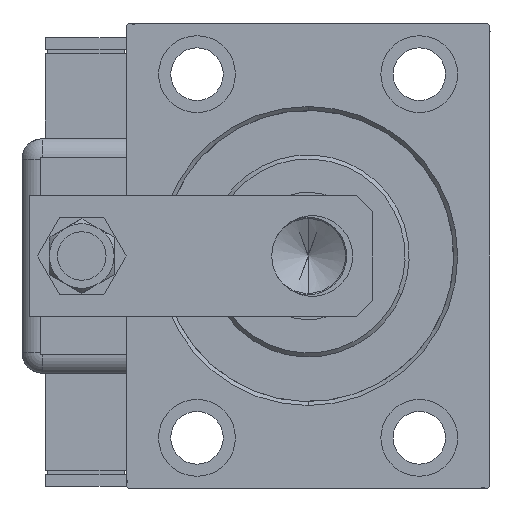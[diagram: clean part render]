
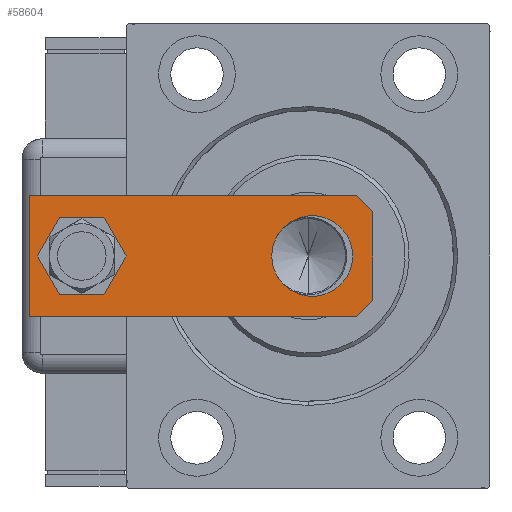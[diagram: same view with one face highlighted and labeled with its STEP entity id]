
A CAD part, left-side view. The second image highlights one B-rep face of the part: STEP entity #58604.
In plain terms, the highlighted face is planar.
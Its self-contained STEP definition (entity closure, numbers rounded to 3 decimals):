
#87 = VERTEX_POINT ( 'NONE', #17774 ) ;
#1057 = AXIS2_PLACEMENT_3D ( 'NONE', #32619, #3848, #18248 ) ;
#1256 = EDGE_CURVE ( 'NONE', #28692, #15893, #20922, .T. ) ;
#1462 = CARTESIAN_POINT ( 'NONE',  ( 15., 85., 0. ) ) ;
#2339 = LINE ( 'NONE', #31115, #52948 ) ;
#2350 = ORIENTED_EDGE ( 'NONE', *, *, #25846, .T. ) ;
#2690 = DIRECTION ( 'NONE',  ( -1., 0., 0. ) ) ;
#3003 = EDGE_CURVE ( 'NONE', #36202, #9781, #46973, .T. ) ;
#3420 = VECTOR ( 'NONE', #25862, 1000. ) ;
#3521 = ORIENTED_EDGE ( 'NONE', *, *, #47053, .F. ) ;
#3848 = DIRECTION ( 'NONE',  ( 0., 0., 1. ) ) ;
#4210 = FACE_BOUND ( 'NONE', #59728, .T. ) ;
#5183 = VERTEX_POINT ( 'NONE', #1462 ) ;
#5411 = VECTOR ( 'NONE', #12509, 1000. ) ;
#5550 = VECTOR ( 'NONE', #42776, 1000. ) ;
#7130 = ORIENTED_EDGE ( 'NONE', *, *, #3003, .T. ) ;
#8105 = CARTESIAN_POINT ( 'NONE',  ( 15., 0., 0. ) ) ;
#8178 = CARTESIAN_POINT ( 'NONE',  ( 0., 72., 0. ) ) ;
#9385 = DIRECTION ( 'NONE',  ( 1., 0., 0. ) ) ;
#9781 = VERTEX_POINT ( 'NONE', #27703 ) ;
#10554 = CARTESIAN_POINT ( 'NONE',  ( -15., 0., 0. ) ) ;
#10765 = VECTOR ( 'NONE', #48782, 1000. ) ;
#11168 = CIRCLE ( 'NONE', #18999, 7. ) ;
#11314 = CARTESIAN_POINT ( 'NONE',  ( -15., 4., 0. ) ) ;
#11492 = AXIS2_PLACEMENT_3D ( 'NONE', #55619, #41561, #51043 ) ;
#11584 = ORIENTED_EDGE ( 'NONE', *, *, #1256, .F. ) ;
#12509 = DIRECTION ( 'NONE',  ( -0.707, 0.707, 0. ) ) ;
#13344 = CARTESIAN_POINT ( 'NONE',  ( 11., 0., 0. ) ) ;
#14588 = ORIENTED_EDGE ( 'NONE', *, *, #18387, .T. ) ;
#15550 = ORIENTED_EDGE ( 'NONE', *, *, #36428, .T. ) ;
#15893 = VERTEX_POINT ( 'NONE', #13344 ) ;
#16136 = AXIS2_PLACEMENT_3D ( 'NONE', #8178, #17667, #9385 ) ;
#16168 = LINE ( 'NONE', #16474, #30005 ) ;
#16474 = CARTESIAN_POINT ( 'NONE',  ( 15., 85., 0. ) ) ;
#17475 = DIRECTION ( 'NONE',  ( 1., 0., 0. ) ) ;
#17582 = VERTEX_POINT ( 'NONE', #33049 ) ;
#17667 = DIRECTION ( 'NONE',  ( 0., 0., 1. ) ) ;
#17774 = CARTESIAN_POINT ( 'NONE',  ( 7., 72., 0. ) ) ;
#17862 = ORIENTED_EDGE ( 'NONE', *, *, #43293, .T. ) ;
#18154 = VERTEX_POINT ( 'NONE', #22378 ) ;
#18248 = DIRECTION ( 'NONE',  ( 1., 0., 0. ) ) ;
#18387 = EDGE_CURVE ( 'NONE', #28692, #58440, #40360, .T. ) ;
#18452 = CARTESIAN_POINT ( 'NONE',  ( -11., 0., 0. ) ) ;
#18999 = AXIS2_PLACEMENT_3D ( 'NONE', #40185, #58842, #35595 ) ;
#19730 = ORIENTED_EDGE ( 'NONE', *, *, #41802, .T. ) ;
#20922 = LINE ( 'NONE', #10554, #10765 ) ;
#22378 = CARTESIAN_POINT ( 'NONE',  ( -15., 85., 0. ) ) ;
#22894 = FACE_BOUND ( 'NONE', #33272, .T. ) ;
#25846 = EDGE_CURVE ( 'NONE', #17582, #15893, #27788, .T. ) ;
#25862 = DIRECTION ( 'NONE',  ( 0., 1., 0. ) ) ;
#26167 = LINE ( 'NONE', #8105, #3420 ) ;
#26947 = DIRECTION ( 'NONE',  ( 0., 0., 1. ) ) ;
#27703 = CARTESIAN_POINT ( 'NONE',  ( 10., 15., 0. ) ) ;
#27788 = LINE ( 'NONE', #41865, #5550 ) ;
#28692 = VERTEX_POINT ( 'NONE', #18452 ) ;
#30005 = VECTOR ( 'NONE', #2690, 1000. ) ;
#30460 = EDGE_CURVE ( 'NONE', #18154, #58440, #2339, .T. ) ;
#31115 = CARTESIAN_POINT ( 'NONE',  ( -15., 85., 0. ) ) ;
#32619 = CARTESIAN_POINT ( 'NONE',  ( 0., 15., 0. ) ) ;
#32985 = PLANE ( 'NONE',  #11492 ) ;
#33049 = CARTESIAN_POINT ( 'NONE',  ( 15., 4., 0. ) ) ;
#33272 = EDGE_LOOP ( 'NONE', ( #7130, #15550 ) ) ;
#34226 = EDGE_LOOP ( 'NONE', ( #11584, #14588, #43268, #3521, #52012, #2350 ) ) ;
#35595 = DIRECTION ( 'NONE',  ( 1., 0., 0. ) ) ;
#35773 = CARTESIAN_POINT ( 'NONE',  ( -11., 0., 0. ) ) ;
#36202 = VERTEX_POINT ( 'NONE', #54635 ) ;
#36428 = EDGE_CURVE ( 'NONE', #9781, #36202, #48311, .T. ) ;
#38523 = AXIS2_PLACEMENT_3D ( 'NONE', #59361, #26947, #17475 ) ;
#38647 = CIRCLE ( 'NONE', #16136, 7. ) ;
#40185 = CARTESIAN_POINT ( 'NONE',  ( 0., 72., 0. ) ) ;
#40360 = LINE ( 'NONE', #35773, #5411 ) ;
#41164 = CARTESIAN_POINT ( 'NONE',  ( -7., 72., 0. ) ) ;
#41482 = VERTEX_POINT ( 'NONE', #41164 ) ;
#41561 = DIRECTION ( 'NONE',  ( 0., 0., 1. ) ) ;
#41802 = EDGE_CURVE ( 'NONE', #41482, #87, #11168, .T. ) ;
#41865 = CARTESIAN_POINT ( 'NONE',  ( 15., 4., 0. ) ) ;
#42776 = DIRECTION ( 'NONE',  ( -0.707, -0.707, 0. ) ) ;
#43268 = ORIENTED_EDGE ( 'NONE', *, *, #30460, .F. ) ;
#43293 = EDGE_CURVE ( 'NONE', #87, #41482, #38647, .T. ) ;
#43648 = EDGE_CURVE ( 'NONE', #17582, #5183, #26167, .T. ) ;
#46148 = FACE_OUTER_BOUND ( 'NONE', #34226, .T. ) ;
#46973 = CIRCLE ( 'NONE', #1057, 10. ) ;
#47053 = EDGE_CURVE ( 'NONE', #5183, #18154, #16168, .T. ) ;
#48311 = CIRCLE ( 'NONE', #38523, 10. ) ;
#48782 = DIRECTION ( 'NONE',  ( 1., 0., 0. ) ) ;
#49481 = DIRECTION ( 'NONE',  ( 0., -1., 0. ) ) ;
#51043 = DIRECTION ( 'NONE',  ( 1., 0., 0. ) ) ;
#52012 = ORIENTED_EDGE ( 'NONE', *, *, #43648, .F. ) ;
#52948 = VECTOR ( 'NONE', #49481, 1000. ) ;
#54635 = CARTESIAN_POINT ( 'NONE',  ( -10., 15., 0. ) ) ;
#55619 = CARTESIAN_POINT ( 'NONE',  ( 0., 0., 0. ) ) ;
#58440 = VERTEX_POINT ( 'NONE', #11314 ) ;
#58604 = ADVANCED_FACE ( 'NONE', ( #46148, #4210, #22894 ), #32985, .F. ) ;
#58842 = DIRECTION ( 'NONE',  ( 0., 0., 1. ) ) ;
#59361 = CARTESIAN_POINT ( 'NONE',  ( 0., 15., 0. ) ) ;
#59728 = EDGE_LOOP ( 'NONE', ( #19730, #17862 ) ) ;
